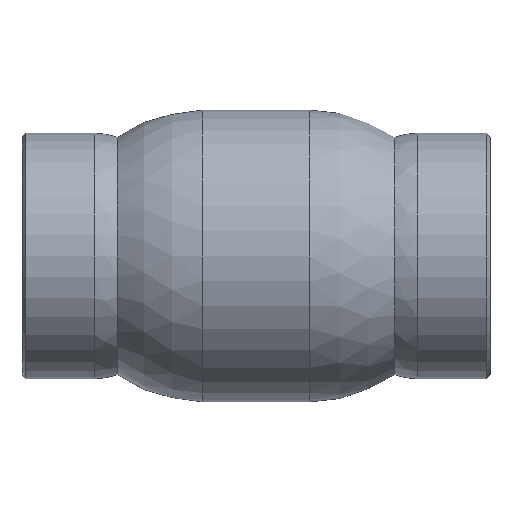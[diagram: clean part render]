
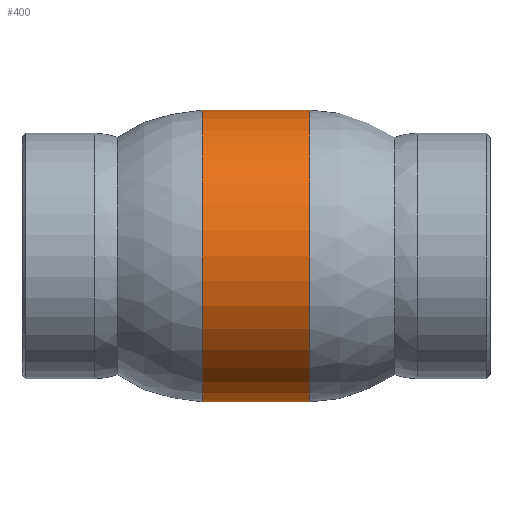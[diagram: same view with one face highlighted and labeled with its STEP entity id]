
A CAD part, front view. The second image highlights one B-rep face of the part: STEP entity #400.
In plain terms, the highlighted cylindrical face has radius 161.95 mm (diameter 323.9 mm), a full revolution.
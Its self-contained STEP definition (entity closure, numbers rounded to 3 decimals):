
#300=CARTESIAN_POINT('',(290.,0.0,0.0));
#301=DIRECTION('',(1.0,0.0,0.0));
#302=DIRECTION('',(0.0,1.0,0.0));
#303=AXIS2_PLACEMENT_3D('',#300,#301,#302);
#304=CYLINDRICAL_SURFACE('',#303,161.95);
#305=CARTESIAN_POINT('',(200.,161.95,0.0));
#306=VERTEX_POINT('',#305);
#307=CARTESIAN_POINT('',(200.,0.0,0.0));
#308=DIRECTION('',(1.0,0.0,0.0));
#309=DIRECTION('',(0.0,1.0,0.0));
#310=AXIS2_PLACEMENT_3D('',#307,#308,#309);
#311=CIRCLE('',#310,161.95);
#312=EDGE_CURVE('',#306,#306,#311,.T.);
#313=ORIENTED_EDGE('',*,*,#312,.T.);
#314=EDGE_LOOP('',(#313));
#315=FACE_OUTER_BOUND('',#314,.T.);
#316=CARTESIAN_POINT('',(260.,158.655,-32.5));
#317=VERTEX_POINT('',#316);
#318=CARTESIAN_POINT('',(260.,158.655,-32.5));
#319=CARTESIAN_POINT('',(262.046,158.655,-32.5));
#320=CARTESIAN_POINT('',(264.161,158.696,-32.304));
#321=CARTESIAN_POINT('',(268.364,158.862,-31.478));
#322=CARTESIAN_POINT('',(270.452,158.987,-30.85));
#323=CARTESIAN_POINT('',(274.454,159.3,-29.19));
#324=CARTESIAN_POINT('',(276.371,159.488,-28.157));
#325=CARTESIAN_POINT('',(279.915,159.891,-25.772));
#326=CARTESIAN_POINT('',(281.541,160.105,-24.421));
#327=CARTESIAN_POINT('',(284.421,160.518,-21.541));
#328=CARTESIAN_POINT('',(285.772,160.731,-19.915));
#329=CARTESIAN_POINT('',(288.157,161.13,-16.371));
#330=CARTESIAN_POINT('',(289.19,161.316,-14.454));
#331=CARTESIAN_POINT('',(290.85,161.625,-10.452));
#332=CARTESIAN_POINT('',(291.478,161.748,-8.363));
#333=CARTESIAN_POINT('',(292.304,161.91,-4.161));
#334=CARTESIAN_POINT('',(292.5,161.95,-2.046));
#335=CARTESIAN_POINT('',(292.5,161.95,2.046));
#336=CARTESIAN_POINT('',(292.304,161.91,4.161));
#337=CARTESIAN_POINT('',(291.478,161.748,8.363));
#338=CARTESIAN_POINT('',(290.85,161.625,10.452));
#339=CARTESIAN_POINT('',(289.19,161.316,14.454));
#340=CARTESIAN_POINT('',(288.157,161.13,16.371));
#341=CARTESIAN_POINT('',(285.772,160.731,19.915));
#342=CARTESIAN_POINT('',(284.421,160.518,21.541));
#343=CARTESIAN_POINT('',(281.541,160.105,24.421));
#344=CARTESIAN_POINT('',(279.915,159.891,25.772));
#345=CARTESIAN_POINT('',(276.371,159.488,28.157));
#346=CARTESIAN_POINT('',(274.454,159.3,29.19));
#347=CARTESIAN_POINT('',(270.452,158.987,30.85));
#348=CARTESIAN_POINT('',(268.364,158.862,31.478));
#349=CARTESIAN_POINT('',(264.161,158.696,32.304));
#350=CARTESIAN_POINT('',(262.046,158.655,32.5));
#351=CARTESIAN_POINT('',(257.954,158.655,32.5));
#352=CARTESIAN_POINT('',(255.839,158.696,32.304));
#353=CARTESIAN_POINT('',(251.636,158.862,31.478));
#354=CARTESIAN_POINT('',(249.548,158.987,30.85));
#355=CARTESIAN_POINT('',(245.546,159.3,29.19));
#356=CARTESIAN_POINT('',(243.629,159.488,28.157));
#357=CARTESIAN_POINT('',(240.085,159.891,25.772));
#358=CARTESIAN_POINT('',(238.459,160.105,24.421));
#359=CARTESIAN_POINT('',(235.579,160.518,21.541));
#360=CARTESIAN_POINT('',(234.228,160.731,19.915));
#361=CARTESIAN_POINT('',(231.843,161.13,16.371));
#362=CARTESIAN_POINT('',(230.81,161.316,14.454));
#363=CARTESIAN_POINT('',(229.15,161.625,10.452));
#364=CARTESIAN_POINT('',(228.522,161.748,8.363));
#365=CARTESIAN_POINT('',(227.696,161.91,4.161));
#366=CARTESIAN_POINT('',(227.5,161.95,2.046));
#367=CARTESIAN_POINT('',(227.5,161.95,-2.046));
#368=CARTESIAN_POINT('',(227.696,161.91,-4.161));
#369=CARTESIAN_POINT('',(228.522,161.748,-8.363));
#370=CARTESIAN_POINT('',(229.15,161.625,-10.452));
#371=CARTESIAN_POINT('',(230.81,161.316,-14.454));
#372=CARTESIAN_POINT('',(231.843,161.13,-16.371));
#373=CARTESIAN_POINT('',(234.228,160.731,-19.915));
#374=CARTESIAN_POINT('',(235.579,160.518,-21.541));
#375=CARTESIAN_POINT('',(238.459,160.105,-24.421));
#376=CARTESIAN_POINT('',(240.085,159.891,-25.772));
#377=CARTESIAN_POINT('',(243.629,159.488,-28.157));
#378=CARTESIAN_POINT('',(245.546,159.3,-29.19));
#379=CARTESIAN_POINT('',(249.548,158.987,-30.85));
#380=CARTESIAN_POINT('',(251.636,158.862,-31.478));
#381=CARTESIAN_POINT('',(255.839,158.696,-32.304));
#382=CARTESIAN_POINT('',(257.954,158.655,-32.5));
#383=CARTESIAN_POINT('',(260.,158.655,-32.5));
#384=B_SPLINE_CURVE_WITH_KNOTS('',3,(#318,#319,#320,#321,#322,#323,#324,#325,#326,#327,#328,#329,#330,#331,#332,#333,#334,#335,#336,#337,#338,#339,#340,#341,#342,#343,#344,#345,#346,#347,#348,#349,#350,#351,#352,#353,#354,#355,#356,#357,#358,#359,#360,#361,#362,#363,#364,#365,#366,#367,#368,#369,#370,#371,#372,#373,#374,#375,#376,#377,#378,#379,#380,#381,#382,#383),.UNSPECIFIED.,.T.,.U.,(4,2,2,2,2,2,2,2,2,2,2,2,2,2,2,2,2,2,2,2,2,2,2,2,2,2,2,2,2,2,2,2,4),(0.0,0.614,1.228,1.842,2.456,3.07,3.684,4.297,4.911,5.525,6.139,6.753,7.367,7.981,8.595,9.209,9.823,10.437,11.05,11.664,12.278,12.892,13.506,14.12,14.734,15.348,15.962,16.576,17.189,17.803,18.417,19.031,19.645),.UNSPECIFIED.);
#385=EDGE_CURVE('',#317,#317,#384,.T.);
#386=ORIENTED_EDGE('',*,*,#385,.T.);
#387=EDGE_LOOP('',(#386));
#388=FACE_BOUND('',#387,.T.);
#389=CARTESIAN_POINT('',(320.,161.95,0.0));
#390=VERTEX_POINT('',#389);
#391=CARTESIAN_POINT('',(320.,0.0,0.0));
#392=DIRECTION('',(1.0,0.0,0.0));
#393=DIRECTION('',(0.0,1.0,0.0));
#394=AXIS2_PLACEMENT_3D('',#391,#392,#393);
#395=CIRCLE('',#394,161.95);
#396=EDGE_CURVE('',#390,#390,#395,.T.);
#397=ORIENTED_EDGE('',*,*,#396,.F.);
#398=EDGE_LOOP('',(#397));
#399=FACE_BOUND('',#398,.T.);
#400=ADVANCED_FACE('',(#315,#388,#399),#304,.T.);
